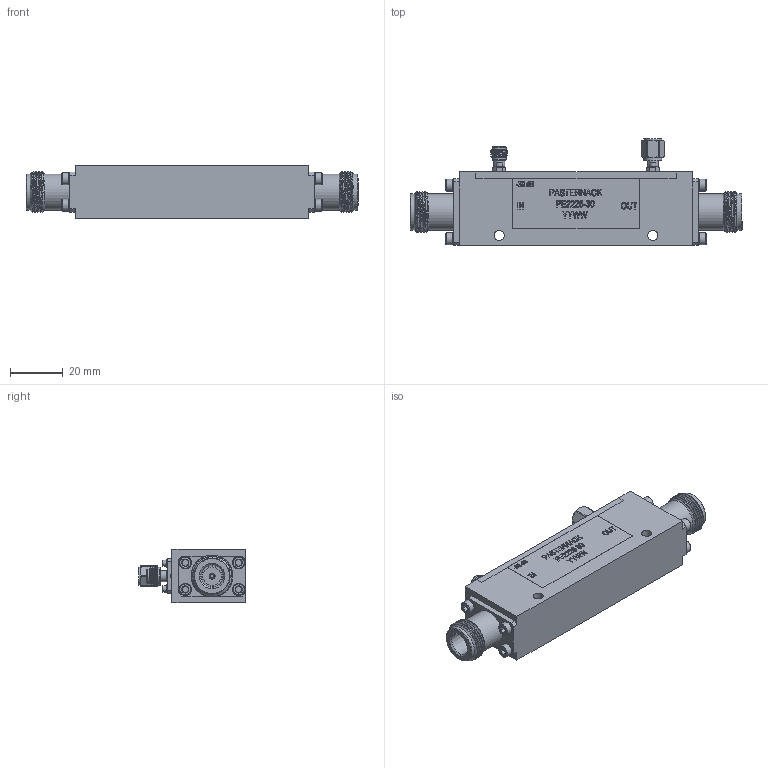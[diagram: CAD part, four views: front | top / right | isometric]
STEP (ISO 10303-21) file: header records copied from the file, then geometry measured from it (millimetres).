
FILE_DESCRIPTION (( 'STEP AP203' ), '1' );
FILE_NAME ('PE2226-30_3D.step', '2020-05-20T14:47:43', ( '' ), ( '' ), 'SwSTEP 2.0', 'SolidWorks 2018', '' );
FILE_SCHEMA (( 'CONFIG_CONTROL_DESIGN' ));
Length unit declared in the file: inch
Products named in the file (1): PE2226-30_3D
Bounding box: 126.29 x 40.64 x 20.37 mm (x, y, z)
Volume: 56911.7 mm3; surface area: 14407.5 mm2
Topology: 1 solids, 15 shells, 969 faces, 2338 edges, 1507 vertices
Faces by surface type: plane 515, bspline 203, cone 135, cylinder 114, torus 2
Full cylindrical faces by diameter (mm): 1.016 x3, 1.27 x3, 1.524 x12, 1.854 x4, 2.286 x2, 2.438 x4, 2.946 x4, 3.81 x2, 4.064 x2, 4.293 x2, 4.521 x1, 4.648 x8, 4.75 x8, 5.334 x2, 6.858 x2, 6.985 x2, 13.716 x4
Entity records: 48763 total; most frequent: CARTESIAN_POINT 28816, ORIENTED_EDGE 4320, DIRECTION 3355, EDGE_CURVE 2160, VERTEX_POINT 1437, LINE 1183, VECTOR 1183, EDGE_LOOP 1173
